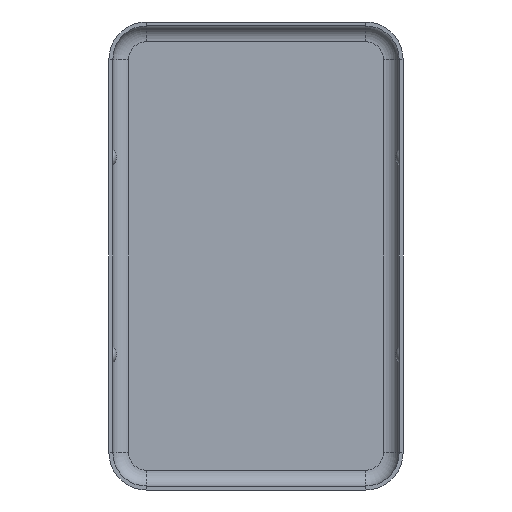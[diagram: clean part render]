
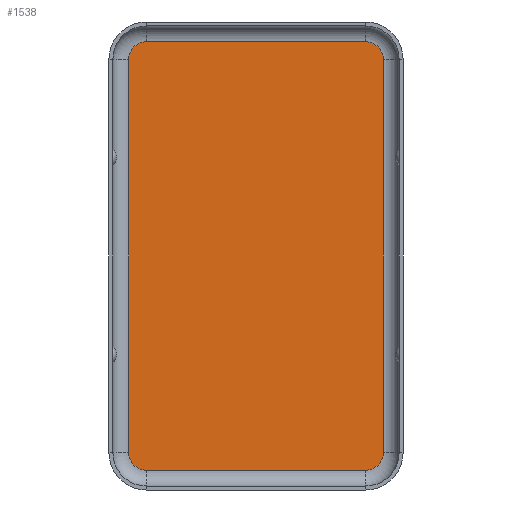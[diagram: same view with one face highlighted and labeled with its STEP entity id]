
A CAD part, front view. The second image highlights one B-rep face of the part: STEP entity #1538.
In plain terms, the highlighted planar face has unit normal (0, -1, 0).
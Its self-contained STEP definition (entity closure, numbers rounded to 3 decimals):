
#54 = VECTOR ( 'NONE', #178, 1000. ) ;
#55 = CARTESIAN_POINT ( 'NONE',  ( 5.55, 0., 9.95 ) ) ;
#56 = CIRCLE ( 'NONE', #454, 0.9 ) ;
#62 = DIRECTION ( 'NONE',  ( 0., 0., -1. ) ) ;
#72 = DIRECTION ( 'NONE',  ( 0., 0., -1. ) ) ;
#94 = CIRCLE ( 'NONE', #223, 0.9 ) ;
#104 = CARTESIAN_POINT ( 'NONE',  ( -5.55, 0., -9.95 ) ) ;
#114 = CIRCLE ( 'NONE', #731, 0.9 ) ;
#135 = DIRECTION ( 'NONE',  ( 0., 0., -1. ) ) ;
#139 = VERTEX_POINT ( 'NONE', #1345 ) ;
#168 = CARTESIAN_POINT ( 'NONE',  ( 5.55, 0., 10.85 ) ) ;
#175 = VECTOR ( 'NONE', #279, 1000. ) ;
#178 = DIRECTION ( 'NONE',  ( -1., 0., 0. ) ) ;
#223 = AXIS2_PLACEMENT_3D ( 'NONE', #270, #1122, #599 ) ;
#234 = CARTESIAN_POINT ( 'NONE',  ( 5.55, 0., 10.85 ) ) ;
#258 = CARTESIAN_POINT ( 'NONE',  ( 5.55, 0., -9.95 ) ) ;
#270 = CARTESIAN_POINT ( 'NONE',  ( -5.55, 0., 9.95 ) ) ;
#277 = VERTEX_POINT ( 'NONE', #168 ) ;
#279 = DIRECTION ( 'NONE',  ( 0., 0., -1. ) ) ;
#308 = VECTOR ( 'NONE', #62, 1000. ) ;
#311 = ORIENTED_EDGE ( 'NONE', *, *, #802, .F. ) ;
#312 = CARTESIAN_POINT ( 'NONE',  ( 5.55, 0., -10.85 ) ) ;
#334 = ORIENTED_EDGE ( 'NONE', *, *, #783, .F. ) ;
#338 = VERTEX_POINT ( 'NONE', #1165 ) ;
#347 = EDGE_CURVE ( 'NONE', #1027, #277, #791, .T. ) ;
#350 = LINE ( 'NONE', #1290, #308 ) ;
#373 = VERTEX_POINT ( 'NONE', #1430 ) ;
#386 = ORIENTED_EDGE ( 'NONE', *, *, #542, .T. ) ;
#427 = CARTESIAN_POINT ( 'NONE',  ( 6.45, 0., -9.95 ) ) ;
#454 = AXIS2_PLACEMENT_3D ( 'NONE', #104, #577, #465 ) ;
#458 = EDGE_LOOP ( 'NONE', ( #334, #1414, #311, #480, #1000, #642, #1161, #386 ) ) ;
#465 = DIRECTION ( 'NONE',  ( 0., 0., 1. ) ) ;
#480 = ORIENTED_EDGE ( 'NONE', *, *, #347, .T. ) ;
#487 = EDGE_CURVE ( 'NONE', #373, #139, #94, .T. ) ;
#542 = EDGE_CURVE ( 'NONE', #338, #1372, #56, .T. ) ;
#577 = DIRECTION ( 'NONE',  ( 0., -1., 0. ) ) ;
#599 = DIRECTION ( 'NONE',  ( 0., 0., -1. ) ) ;
#629 = DIRECTION ( 'NONE',  ( 0., 1., 0. ) ) ;
#632 = VECTOR ( 'NONE', #1083, 1000. ) ;
#642 = ORIENTED_EDGE ( 'NONE', *, *, #487, .F. ) ;
#674 = DIRECTION ( 'NONE',  ( 0., -1., 0. ) ) ;
#677 = EDGE_CURVE ( 'NONE', #373, #338, #969, .T. ) ;
#687 = CARTESIAN_POINT ( 'NONE',  ( 6.45, 0., 9.95 ) ) ;
#731 = AXIS2_PLACEMENT_3D ( 'NONE', #1376, #629, #1500 ) ;
#783 = EDGE_CURVE ( 'NONE', #1010, #1372, #1298, .T. ) ;
#791 = CIRCLE ( 'NONE', #1206, 0.9 ) ;
#802 = EDGE_CURVE ( 'NONE', #1027, #816, #350, .T. ) ;
#816 = VERTEX_POINT ( 'NONE', #427 ) ;
#884 = DIRECTION ( 'NONE',  ( 0., -1., 0. ) ) ;
#920 = CARTESIAN_POINT ( 'NONE',  ( 5.55, 0., -10.85 ) ) ;
#969 = LINE ( 'NONE', #1016, #175 ) ;
#991 = PLANE ( 'NONE',  #1260 ) ;
#1000 = ORIENTED_EDGE ( 'NONE', *, *, #1462, .T. ) ;
#1010 = VERTEX_POINT ( 'NONE', #312 ) ;
#1016 = CARTESIAN_POINT ( 'NONE',  ( -6.45, 0., 0. ) ) ;
#1027 = VERTEX_POINT ( 'NONE', #687 ) ;
#1083 = DIRECTION ( 'NONE',  ( -1., 0., 0. ) ) ;
#1122 = DIRECTION ( 'NONE',  ( 0., 1., 0. ) ) ;
#1161 = ORIENTED_EDGE ( 'NONE', *, *, #677, .T. ) ;
#1165 = CARTESIAN_POINT ( 'NONE',  ( -6.45, 0., -9.95 ) ) ;
#1203 = CARTESIAN_POINT ( 'NONE',  ( -5.55, 0., -10.85 ) ) ;
#1206 = AXIS2_PLACEMENT_3D ( 'NONE', #55, #674, #72 ) ;
#1260 = AXIS2_PLACEMENT_3D ( 'NONE', #258, #884, #135 ) ;
#1290 = CARTESIAN_POINT ( 'NONE',  ( 6.45, 0., 0. ) ) ;
#1298 = LINE ( 'NONE', #920, #54 ) ;
#1345 = CARTESIAN_POINT ( 'NONE',  ( -5.55, 0., 10.85 ) ) ;
#1372 = VERTEX_POINT ( 'NONE', #1203 ) ;
#1376 = CARTESIAN_POINT ( 'NONE',  ( 5.55, 0., -9.95 ) ) ;
#1414 = ORIENTED_EDGE ( 'NONE', *, *, #1521, .F. ) ;
#1430 = CARTESIAN_POINT ( 'NONE',  ( -6.45, 0., 9.95 ) ) ;
#1462 = EDGE_CURVE ( 'NONE', #277, #139, #1487, .T. ) ;
#1487 = LINE ( 'NONE', #234, #632 ) ;
#1500 = DIRECTION ( 'NONE',  ( 0., 0., 1. ) ) ;
#1521 = EDGE_CURVE ( 'NONE', #816, #1010, #114, .T. ) ;
#1538 = ADVANCED_FACE ( 'NONE', ( #1592 ), #991, .T. ) ;
#1592 = FACE_OUTER_BOUND ( 'NONE', #458, .T. ) ;
